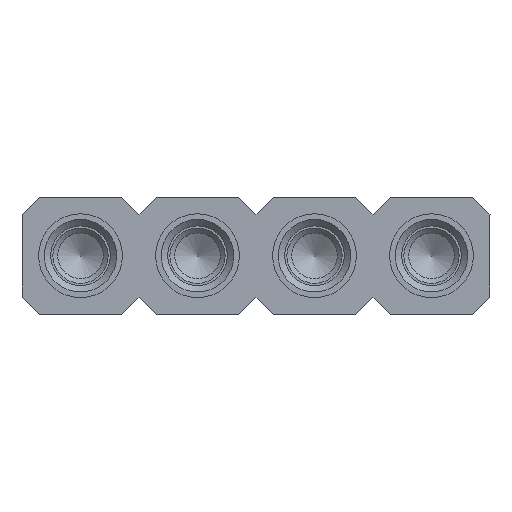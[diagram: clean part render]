
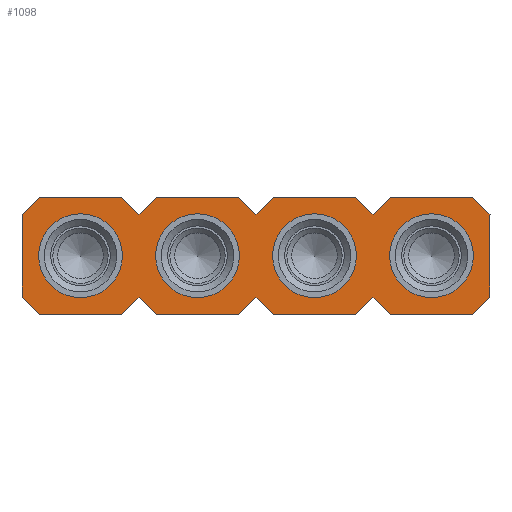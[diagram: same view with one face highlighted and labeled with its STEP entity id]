
A CAD part, top view. The second image highlights one B-rep face of the part: STEP entity #1098.
In plain terms, the highlighted planar face has unit normal (0, 0, 1).
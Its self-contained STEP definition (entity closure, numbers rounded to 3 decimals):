
#52=FACE_BOUND('',#234,.T.);
#53=FACE_BOUND('',#235,.T.);
#54=FACE_BOUND('',#236,.T.);
#55=FACE_BOUND('',#237,.T.);
#99=CIRCLE('',#1174,0.91);
#101=CIRCLE('',#1179,0.91);
#102=CIRCLE('',#1185,0.91);
#103=CIRCLE('',#1186,0.91);
#158=FACE_OUTER_BOUND('',#233,.T.);
#233=EDGE_LOOP('',(#858,#859,#860,#861,#862,#863,#864,#865,#866,#867,#868,
#869,#870,#871,#872,#873,#874,#875,#876,#877,#878,#879,#880,#881,#882,#883));
#234=EDGE_LOOP('',(#884));
#235=EDGE_LOOP('',(#885));
#236=EDGE_LOOP('',(#886));
#237=EDGE_LOOP('',(#887));
#301=LINE('',#1610,#401);
#304=LINE('',#1616,#404);
#308=LINE('',#1623,#408);
#317=LINE('',#1663,#417);
#319=LINE('',#1667,#419);
#324=LINE('',#1676,#424);
#327=LINE('',#1682,#427);
#328=LINE('',#1684,#428);
#332=LINE('',#1693,#432);
#334=LINE('',#1697,#434);
#338=LINE('',#1705,#438);
#341=LINE('',#1711,#441);
#343=LINE('',#1714,#443);
#349=LINE('',#1739,#449);
#365=LINE('',#1769,#465);
#366=LINE('',#1772,#466);
#367=LINE('',#1774,#467);
#368=LINE('',#1776,#468);
#369=LINE('',#1778,#469);
#370=LINE('',#1779,#470);
#371=LINE('',#1781,#471);
#372=LINE('',#1783,#472);
#373=LINE('',#1785,#473);
#374=LINE('',#1787,#474);
#375=LINE('',#1789,#475);
#376=LINE('',#1790,#476);
#401=VECTOR('',#1268,1.797);
#404=VECTOR('',#1273,0.526);
#408=VECTOR('',#1279,0.526);
#417=VECTOR('',#1322,0.525);
#419=VECTOR('',#1326,1.796);
#424=VECTOR('',#1333,0.526);
#427=VECTOR('',#1338,0.525);
#428=VECTOR('',#1341,1.796);
#432=VECTOR('',#1347,0.526);
#434=VECTOR('',#1351,1.796);
#438=VECTOR('',#1357,0.526);
#441=VECTOR('',#1362,0.525);
#443=VECTOR('',#1366,1.796);
#449=VECTOR('',#1394,1.797);
#465=VECTOR('',#1414,0.526);
#466=VECTOR('',#1417,1.796);
#467=VECTOR('',#1418,0.525);
#468=VECTOR('',#1419,0.526);
#469=VECTOR('',#1420,1.796);
#470=VECTOR('',#1421,0.525);
#471=VECTOR('',#1422,0.526);
#472=VECTOR('',#1423,1.796);
#473=VECTOR('',#1424,0.526);
#474=VECTOR('',#1425,0.525);
#475=VECTOR('',#1426,1.796);
#476=VECTOR('',#1427,0.526);
#501=VERTEX_POINT('',#1607);
#502=VERTEX_POINT('',#1609);
#504=VERTEX_POINT('',#1615);
#506=VERTEX_POINT('',#1621);
#519=VERTEX_POINT('',#1660);
#520=VERTEX_POINT('',#1662);
#521=VERTEX_POINT('',#1666);
#524=VERTEX_POINT('',#1674);
#526=VERTEX_POINT('',#1680);
#529=VERTEX_POINT('',#1690);
#530=VERTEX_POINT('',#1692);
#531=VERTEX_POINT('',#1696);
#534=VERTEX_POINT('',#1704);
#536=VERTEX_POINT('',#1710);
#538=VERTEX_POINT('',#1720);
#540=VERTEX_POINT('',#1728);
#543=VERTEX_POINT('',#1736);
#544=VERTEX_POINT('',#1738);
#556=VERTEX_POINT('',#1767);
#557=VERTEX_POINT('',#1771);
#558=VERTEX_POINT('',#1773);
#559=VERTEX_POINT('',#1775);
#560=VERTEX_POINT('',#1777);
#561=VERTEX_POINT('',#1780);
#562=VERTEX_POINT('',#1782);
#563=VERTEX_POINT('',#1784);
#564=VERTEX_POINT('',#1786);
#565=VERTEX_POINT('',#1788);
#566=VERTEX_POINT('',#1791);
#567=VERTEX_POINT('',#1793);
#599=EDGE_CURVE('',#502,#501,#301,.T.);
#602=EDGE_CURVE('',#502,#504,#304,.T.);
#606=EDGE_CURVE('',#506,#501,#308,.T.);
#625=EDGE_CURVE('',#519,#520,#317,.T.);
#627=EDGE_CURVE('',#521,#519,#319,.T.);
#632=EDGE_CURVE('',#524,#521,#324,.T.);
#635=EDGE_CURVE('',#526,#524,#327,.T.);
#636=EDGE_CURVE('',#504,#526,#328,.T.);
#640=EDGE_CURVE('',#529,#530,#332,.T.);
#642=EDGE_CURVE('',#530,#531,#334,.T.);
#646=EDGE_CURVE('',#531,#534,#338,.T.);
#649=EDGE_CURVE('',#534,#536,#341,.T.);
#651=EDGE_CURVE('',#536,#506,#343,.T.);
#654=EDGE_CURVE('',#538,#538,#99,.T.);
#657=EDGE_CURVE('',#540,#540,#101,.T.);
#661=EDGE_CURVE('',#543,#544,#349,.T.);
#677=EDGE_CURVE('',#543,#556,#365,.T.);
#678=EDGE_CURVE('',#556,#557,#366,.T.);
#679=EDGE_CURVE('',#557,#558,#367,.T.);
#680=EDGE_CURVE('',#558,#559,#368,.T.);
#681=EDGE_CURVE('',#559,#560,#369,.T.);
#682=EDGE_CURVE('',#560,#520,#370,.T.);
#683=EDGE_CURVE('',#529,#561,#371,.T.);
#684=EDGE_CURVE('',#561,#562,#372,.T.);
#685=EDGE_CURVE('',#562,#563,#373,.T.);
#686=EDGE_CURVE('',#563,#564,#374,.T.);
#687=EDGE_CURVE('',#564,#565,#375,.T.);
#688=EDGE_CURVE('',#565,#544,#376,.T.);
#689=EDGE_CURVE('',#566,#566,#102,.T.);
#690=EDGE_CURVE('',#567,#567,#103,.T.);
#858=ORIENTED_EDGE('',*,*,#661,.F.);
#859=ORIENTED_EDGE('',*,*,#677,.T.);
#860=ORIENTED_EDGE('',*,*,#678,.T.);
#861=ORIENTED_EDGE('',*,*,#679,.T.);
#862=ORIENTED_EDGE('',*,*,#680,.T.);
#863=ORIENTED_EDGE('',*,*,#681,.T.);
#864=ORIENTED_EDGE('',*,*,#682,.T.);
#865=ORIENTED_EDGE('',*,*,#625,.F.);
#866=ORIENTED_EDGE('',*,*,#627,.F.);
#867=ORIENTED_EDGE('',*,*,#632,.F.);
#868=ORIENTED_EDGE('',*,*,#635,.F.);
#869=ORIENTED_EDGE('',*,*,#636,.F.);
#870=ORIENTED_EDGE('',*,*,#602,.F.);
#871=ORIENTED_EDGE('',*,*,#599,.T.);
#872=ORIENTED_EDGE('',*,*,#606,.F.);
#873=ORIENTED_EDGE('',*,*,#651,.F.);
#874=ORIENTED_EDGE('',*,*,#649,.F.);
#875=ORIENTED_EDGE('',*,*,#646,.F.);
#876=ORIENTED_EDGE('',*,*,#642,.F.);
#877=ORIENTED_EDGE('',*,*,#640,.F.);
#878=ORIENTED_EDGE('',*,*,#683,.T.);
#879=ORIENTED_EDGE('',*,*,#684,.T.);
#880=ORIENTED_EDGE('',*,*,#685,.T.);
#881=ORIENTED_EDGE('',*,*,#686,.T.);
#882=ORIENTED_EDGE('',*,*,#687,.T.);
#883=ORIENTED_EDGE('',*,*,#688,.T.);
#884=ORIENTED_EDGE('',*,*,#657,.F.);
#885=ORIENTED_EDGE('',*,*,#654,.F.);
#886=ORIENTED_EDGE('',*,*,#689,.T.);
#887=ORIENTED_EDGE('',*,*,#690,.T.);
#1045=PLANE('',#1184);
#1098=ADVANCED_FACE('',(#158,#52,#53,#54,#55),#1045,.T.);
#1174=AXIS2_PLACEMENT_3D('',#1721,#1374,#1375);
#1179=AXIS2_PLACEMENT_3D('',#1729,#1385,#1386);
#1184=AXIS2_PLACEMENT_3D('',#1770,#1415,#1416);
#1185=AXIS2_PLACEMENT_3D('',#1792,#1428,#1429);
#1186=AXIS2_PLACEMENT_3D('',#1794,#1430,#1431);
#1268=DIRECTION('',(0.,-1.,0.));
#1273=DIRECTION('',(0.708,0.706,0.));
#1279=DIRECTION('',(-0.708,0.707,0.));
#1322=DIRECTION('',(0.707,-0.707,0.));
#1326=DIRECTION('',(1.,0.,0.));
#1333=DIRECTION('',(0.708,0.706,0.));
#1338=DIRECTION('',(0.707,-0.707,0.));
#1341=DIRECTION('',(1.,0.,0.));
#1347=DIRECTION('',(-0.707,-0.707,0.));
#1351=DIRECTION('',(-1.,0.,0.));
#1357=DIRECTION('',(-0.708,0.707,0.));
#1362=DIRECTION('',(-0.707,-0.707,0.));
#1366=DIRECTION('',(-1.,0.,0.));
#1374=DIRECTION('center_axis',(0.,0.,1.));
#1375=DIRECTION('ref_axis',(-1.,0.,0.));
#1385=DIRECTION('center_axis',(0.,0.,1.));
#1386=DIRECTION('ref_axis',(-1.,0.,0.));
#1394=DIRECTION('',(0.,-1.,0.));
#1414=DIRECTION('',(-0.708,0.706,0.));
#1415=DIRECTION('center_axis',(0.,0.,1.));
#1416=DIRECTION('ref_axis',(1.,0.,0.));
#1417=DIRECTION('',(-1.,0.,0.));
#1418=DIRECTION('',(-0.707,-0.707,0.));
#1419=DIRECTION('',(-0.708,0.706,0.));
#1420=DIRECTION('',(-1.,0.,0.));
#1421=DIRECTION('',(-0.707,-0.707,0.));
#1422=DIRECTION('',(0.707,-0.707,0.));
#1423=DIRECTION('',(1.,0.,0.));
#1424=DIRECTION('',(0.708,0.707,0.));
#1425=DIRECTION('',(0.707,-0.707,0.));
#1426=DIRECTION('',(1.,0.,0.));
#1427=DIRECTION('',(0.708,0.707,0.));
#1428=DIRECTION('center_axis',(0.,0.,-1.));
#1429=DIRECTION('ref_axis',(1.,0.,0.));
#1430=DIRECTION('center_axis',(0.,0.,-1.));
#1431=DIRECTION('ref_axis',(1.,0.,0.));
#1607=CARTESIAN_POINT('',(104.09,28.568,7.));
#1609=CARTESIAN_POINT('',(104.09,30.365,7.));
#1610=CARTESIAN_POINT('',(104.09,30.102,7.));
#1615=CARTESIAN_POINT('',(104.462,30.736,7.));
#1616=CARTESIAN_POINT('',(104.09,30.365,7.));
#1621=CARTESIAN_POINT('',(104.462,28.196,7.));
#1623=CARTESIAN_POINT('',(104.462,28.196,7.));
#1660=CARTESIAN_POINT('',(108.798,30.736,7.));
#1662=CARTESIAN_POINT('',(109.17,30.365,7.));
#1663=CARTESIAN_POINT('',(108.798,30.736,7.));
#1666=CARTESIAN_POINT('',(107.002,30.736,7.));
#1667=CARTESIAN_POINT('',(107.002,30.736,7.));
#1674=CARTESIAN_POINT('',(106.629,30.365,7.));
#1676=CARTESIAN_POINT('',(106.629,30.365,7.));
#1680=CARTESIAN_POINT('',(106.258,30.736,7.));
#1682=CARTESIAN_POINT('',(106.258,30.736,7.));
#1684=CARTESIAN_POINT('',(104.462,30.736,7.));
#1690=CARTESIAN_POINT('',(109.17,28.568,7.));
#1692=CARTESIAN_POINT('',(108.798,28.196,7.));
#1693=CARTESIAN_POINT('',(109.17,28.568,7.));
#1696=CARTESIAN_POINT('',(107.002,28.196,7.));
#1697=CARTESIAN_POINT('',(108.798,28.196,7.));
#1704=CARTESIAN_POINT('',(106.63,28.568,7.));
#1705=CARTESIAN_POINT('',(107.002,28.196,7.));
#1710=CARTESIAN_POINT('',(106.258,28.196,7.));
#1711=CARTESIAN_POINT('',(106.63,28.568,7.));
#1714=CARTESIAN_POINT('',(106.258,28.196,7.));
#1720=CARTESIAN_POINT('',(108.81,29.467,7.));
#1721=CARTESIAN_POINT('Origin',(107.9,29.467,7.));
#1728=CARTESIAN_POINT('',(106.27,29.467,7.));
#1729=CARTESIAN_POINT('Origin',(105.36,29.467,7.));
#1736=CARTESIAN_POINT('',(114.25,30.365,7.));
#1738=CARTESIAN_POINT('',(114.25,28.568,7.));
#1739=CARTESIAN_POINT('',(114.25,30.102,7.));
#1767=CARTESIAN_POINT('',(113.877,30.736,7.));
#1769=CARTESIAN_POINT('',(114.25,30.365,7.));
#1770=CARTESIAN_POINT('Origin',(119.329,30.736,7.));
#1771=CARTESIAN_POINT('',(112.081,30.736,7.));
#1772=CARTESIAN_POINT('',(113.877,30.736,7.));
#1773=CARTESIAN_POINT('',(111.71,30.365,7.));
#1774=CARTESIAN_POINT('',(112.081,30.736,7.));
#1775=CARTESIAN_POINT('',(111.337,30.736,7.));
#1776=CARTESIAN_POINT('',(111.71,30.365,7.));
#1777=CARTESIAN_POINT('',(109.541,30.736,7.));
#1778=CARTESIAN_POINT('',(111.337,30.736,7.));
#1779=CARTESIAN_POINT('',(109.541,30.736,7.));
#1780=CARTESIAN_POINT('',(109.541,28.196,7.));
#1781=CARTESIAN_POINT('',(109.17,28.568,7.));
#1782=CARTESIAN_POINT('',(111.337,28.196,7.));
#1783=CARTESIAN_POINT('',(109.541,28.196,7.));
#1784=CARTESIAN_POINT('',(111.709,28.568,7.));
#1785=CARTESIAN_POINT('',(111.337,28.196,7.));
#1786=CARTESIAN_POINT('',(112.081,28.196,7.));
#1787=CARTESIAN_POINT('',(111.709,28.568,7.));
#1788=CARTESIAN_POINT('',(113.877,28.196,7.));
#1789=CARTESIAN_POINT('',(112.081,28.196,7.));
#1790=CARTESIAN_POINT('',(113.877,28.196,7.));
#1791=CARTESIAN_POINT('',(109.53,29.467,7.));
#1792=CARTESIAN_POINT('Origin',(110.44,29.467,7.));
#1793=CARTESIAN_POINT('',(112.07,29.467,7.));
#1794=CARTESIAN_POINT('Origin',(112.98,29.467,7.));
